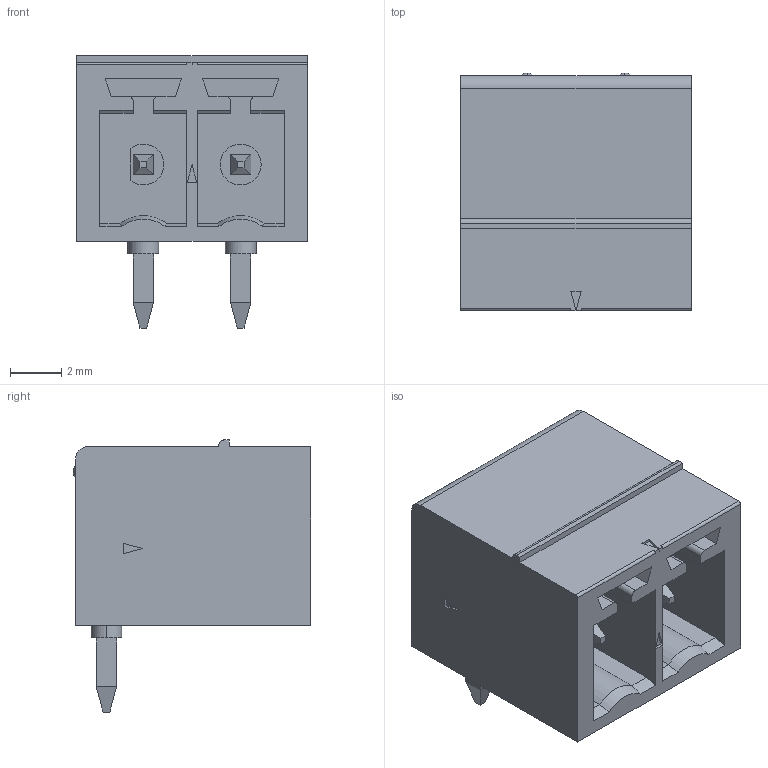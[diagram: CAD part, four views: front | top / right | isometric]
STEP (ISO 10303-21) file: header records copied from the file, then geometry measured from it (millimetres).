
FILE_DESCRIPTION((''),'2;1');
FILE_NAME('PHOENIX_1803277.stp','2014-05-06T16:02:54',(''),(''),'Mechanical Desktop 2011','Mechanical Desktop 2011',', , ');
FILE_SCHEMA(('AUTOMOTIVE_DESIGN { 1 2 10303 214 1 1 1 1 }'));
Length unit declared in the file: millimetre
Products named in the file (1): Product
Bounding box: 9.01 x 9.3 x 10.65 mm (x, y, z)
Volume: 360.7 mm3; surface area: 826.5 mm2
Topology: 9 solids, 9 shells, 186 faces, 443 edges, 284 vertices
Faces by surface type: plane 128, cylinder 40, bspline 12, sphere 4, cone 2
Entity records: 5369 total; most frequent: CARTESIAN_POINT 994, ORIENTED_EDGE 878, DIRECTION 875, EDGE_CURVE 439, VECTOR 345, LINE 345, VERTEX_POINT 284, AXIS2_PLACEMENT_3D 265
